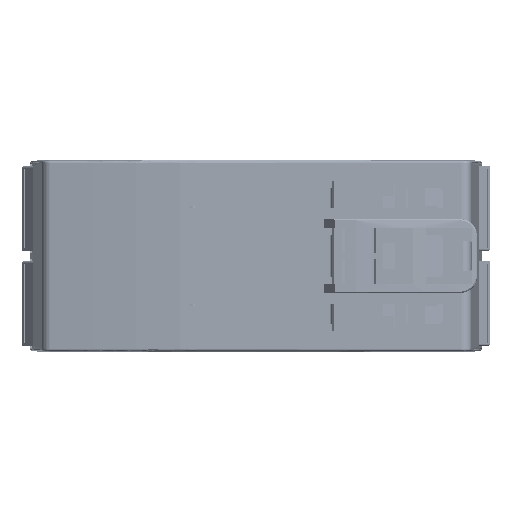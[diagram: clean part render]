
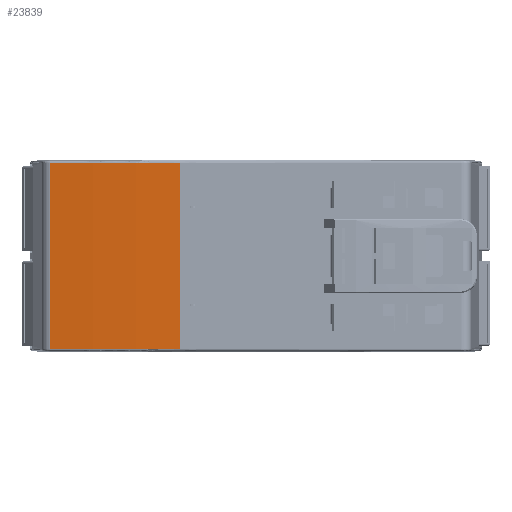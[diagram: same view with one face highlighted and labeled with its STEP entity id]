
A CAD part, front view. The second image highlights one B-rep face of the part: STEP entity #23839.
In plain terms, the highlighted cylindrical face has radius 325 mm (diameter 650 mm), a partial arc.
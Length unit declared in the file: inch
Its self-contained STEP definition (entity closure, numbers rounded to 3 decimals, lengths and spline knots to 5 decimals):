
#21972 = ORIENTED_EDGE ( 'NONE', *, *, #222884, .T. ) ;
#23839 = ADVANCED_FACE ( 'NONE', ( #83155 ), #227333, .T. ) ;
#36005 = CARTESIAN_POINT ( 'NONE',  ( 0., 12.57857, -1.30896 ) ) ;
#43963 = CARTESIAN_POINT ( 'NONE',  ( -0.7126, -0.19685, 0.42313 ) ) ;
#59074 = CARTESIAN_POINT ( 'NONE',  ( -0.7126, -0.19685, -1.09739 ) ) ;
#59558 = CARTESIAN_POINT ( 'NONE',  ( 0., 12.57857, 0.42313 ) ) ;
#80191 = DIRECTION ( 'NONE',  ( 0., 0., 1. ) ) ;
#82203 = DIRECTION ( 'NONE',  ( 0., 0., -1. ) ) ;
#83155 = FACE_OUTER_BOUND ( 'NONE', #109689, .T. ) ;
#86410 = EDGE_CURVE ( 'NONE', #228511, #154871, #119364, .T. ) ;
#87563 = DIRECTION ( 'NONE',  ( 0., 0., 1. ) ) ;
#90633 = ORIENTED_EDGE ( 'NONE', *, *, #86410, .T. ) ;
#100037 = VECTOR ( 'NONE', #87563, 39.37008 ) ;
#109689 = EDGE_LOOP ( 'NONE', ( #90633, #128728, #21972, #117317 ) ) ;
#114790 = CARTESIAN_POINT ( 'NONE',  ( -0.7126, -0.19685, -1.30896 ) ) ;
#117317 = ORIENTED_EDGE ( 'NONE', *, *, #128740, .T. ) ;
#117448 = LINE ( 'NONE', #198780, #100037 ) ;
#119364 = CIRCLE ( 'NONE', #120871, 12.79528 ) ;
#120871 = AXIS2_PLACEMENT_3D ( 'NONE', #59558, #82203, #150030 ) ;
#128728 = ORIENTED_EDGE ( 'NONE', *, *, #203332, .F. ) ;
#128740 = EDGE_CURVE ( 'NONE', #223480, #228511, #280275, .T. ) ;
#130437 = CARTESIAN_POINT ( 'NONE',  ( -1.9168, -0.07232, 0.42313 ) ) ;
#132778 = AXIS2_PLACEMENT_3D ( 'NONE', #36005, #80191, #235608 ) ;
#150030 = DIRECTION ( 'NONE',  ( 1., 0., 0. ) ) ;
#154871 = VERTEX_POINT ( 'NONE', #130437 ) ;
#159246 = DIRECTION ( 'NONE',  ( 0., 0., 1. ) ) ;
#175374 = VERTEX_POINT ( 'NONE', #244527 ) ;
#181844 = CARTESIAN_POINT ( 'NONE',  ( 0., 12.57857, -1.09739 ) ) ;
#198780 = CARTESIAN_POINT ( 'NONE',  ( -1.9168, -0.07232, -1.09739 ) ) ;
#203332 = EDGE_CURVE ( 'NONE', #175374, #154871, #117448, .T. ) ;
#204423 = DIRECTION ( 'NONE',  ( 1., 0., 0. ) ) ;
#222884 = EDGE_CURVE ( 'NONE', #175374, #223480, #249666, .T. ) ;
#223480 = VERTEX_POINT ( 'NONE', #114790 ) ;
#227333 = CYLINDRICAL_SURFACE ( 'NONE', #239225, 12.79528 ) ;
#228511 = VERTEX_POINT ( 'NONE', #43963 ) ;
#235608 = DIRECTION ( 'NONE',  ( 1., 0., 0. ) ) ;
#239225 = AXIS2_PLACEMENT_3D ( 'NONE', #181844, #159246, #204423 ) ;
#244527 = CARTESIAN_POINT ( 'NONE',  ( -1.9168, -0.07232, -1.30896 ) ) ;
#249666 = CIRCLE ( 'NONE', #132778, 12.79528 ) ;
#273212 = VECTOR ( 'NONE', #285081, 39.37008 ) ;
#280275 = LINE ( 'NONE', #59074, #273212 ) ;
#285081 = DIRECTION ( 'NONE',  ( 0., 0., 1. ) ) ;
